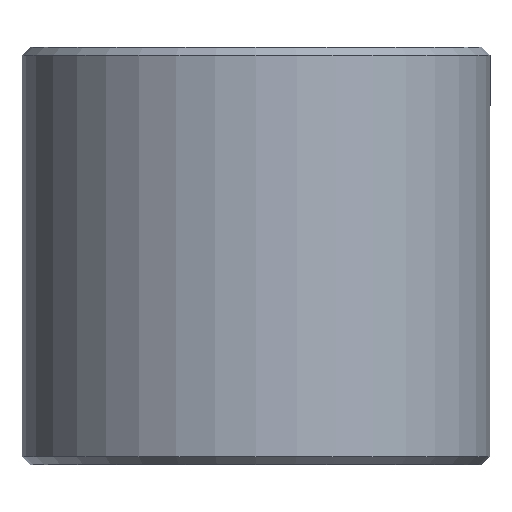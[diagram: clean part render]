
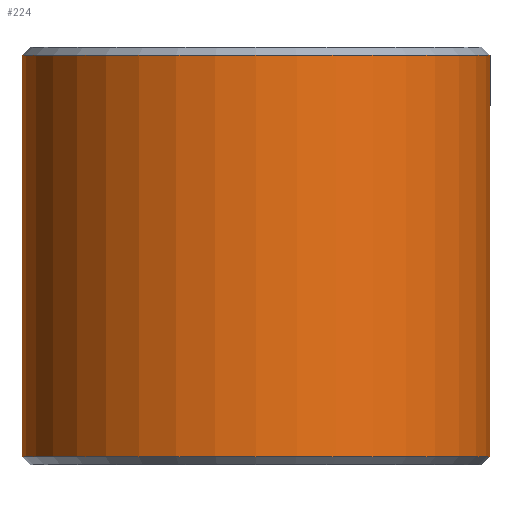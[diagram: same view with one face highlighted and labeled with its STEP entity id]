
A CAD part, front view. The second image highlights one B-rep face of the part: STEP entity #224.
In plain terms, the highlighted cylindrical face has radius 14 mm (diameter 28 mm), a full revolution.
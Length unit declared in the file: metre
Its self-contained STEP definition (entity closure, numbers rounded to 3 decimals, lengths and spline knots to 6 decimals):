
#224=ADVANCED_FACE('',(#268,#269),#270,.T.);
#268=FACE_OUTER_BOUND('',#317,.T.);
#269=FACE_OUTER_BOUND('',#318,.T.);
#270=CYLINDRICAL_SURFACE('',#319,0.014);
#317=EDGE_LOOP('',(#391));
#318=EDGE_LOOP('',(#392));
#319=AXIS2_PLACEMENT_3D('',#393,#394,#395);
#391=ORIENTED_EDGE('',*,*,#420,.T.);
#392=ORIENTED_EDGE('',*,*,#419,.F.);
#393=CARTESIAN_POINT('',(0.0,0.0,0.));
#394=DIRECTION('',(0.0,0.,-1.0));
#395=DIRECTION('',(0.0,1.0,0.));
#419=EDGE_CURVE('',#448,#448,#449,.T.);
#420=EDGE_CURVE('',#450,#450,#451,.T.);
#448=VERTEX_POINT('',#480);
#449=CIRCLE('',#481,0.014);
#450=VERTEX_POINT('',#482);
#451=CIRCLE('',#483,0.014);
#480=CARTESIAN_POINT('',(0.014,0.0,0.0005));
#481=AXIS2_PLACEMENT_3D('',#525,#526,#527);
#482=CARTESIAN_POINT('',(0.014,0.0,0.0245));
#483=AXIS2_PLACEMENT_3D('',#528,#529,#530);
#525=CARTESIAN_POINT('',(0.0,0.0,0.0005));
#526=DIRECTION('',(0.0,0.,-1.0));
#527=DIRECTION('',(0.0,1.0,0.));
#528=CARTESIAN_POINT('',(0.0,0.0,0.0245));
#529=DIRECTION('',(0.0,0.,-1.0));
#530=DIRECTION('',(0.0,1.0,0.));
